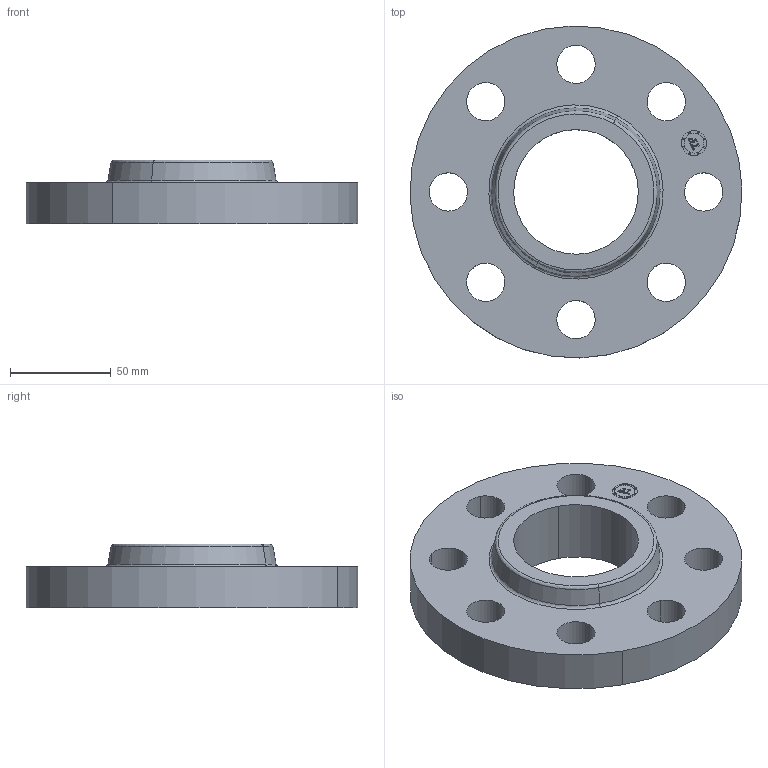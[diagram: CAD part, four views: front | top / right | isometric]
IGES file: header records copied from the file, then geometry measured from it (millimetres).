
Start section: START RECORD GO HERE.
Global section: file name: 2-300-SLIP-ON-FF-FLANGE.igs; native system: DASSAULT SYSTEMES CATIA V5 R20 - www.3ds.com; preprocessor: CATIA Version 5 Release 20 SP 6 ; author: Texas Flange; organization: ; date: 20130126.192026; units: inch
Bounding box: 165.05 x 165.05 x 31.75 mm (x, y, z)
Volume: 356928.9 mm3; surface area: 61183.8 mm2
Topology: 1 solids, 1 shells, 415 faces, 1180 edges, 786 vertices
Faces by surface type: plane 369, revolution 46
